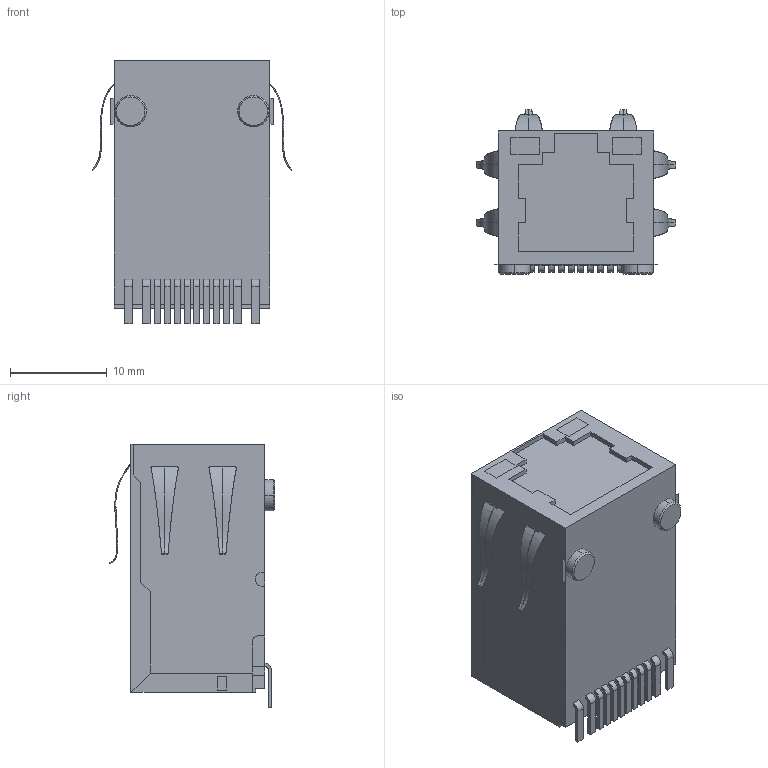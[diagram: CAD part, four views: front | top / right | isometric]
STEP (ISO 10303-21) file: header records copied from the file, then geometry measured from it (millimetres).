
FILE_DESCRIPTION (( 'STEP AP214' ), '1' );
FILE_NAME ('ARJE-0034.STEP', '2015-06-29T09:39:24', ( 'sathurthi' ), ( '' ), 'SwSTEP 2.0', 'SolidWorks 2012', '' );
FILE_SCHEMA (( 'AUTOMOTIVE_DESIGN' ));
Length unit declared in the file: millimetre
Products named in the file (1): ARJE-0034
Bounding box: 20.65 x 17.08 x 27.28 mm (x, y, z)
Volume: 5705.2 mm3; surface area: 2347.9 mm2
Topology: 1 solids, 1 shells, 304 faces, 844 edges, 582 vertices
Faces by surface type: plane 210, bspline 54, cylinder 32, cone 8
Entity records: 14985 total; most frequent: CARTESIAN_POINT 7201, ORIENTED_EDGE 1688, DIRECTION 1286, EDGE_CURVE 844, VECTOR 620, LINE 620, VERTEX_POINT 582, EDGE_LOOP 344
